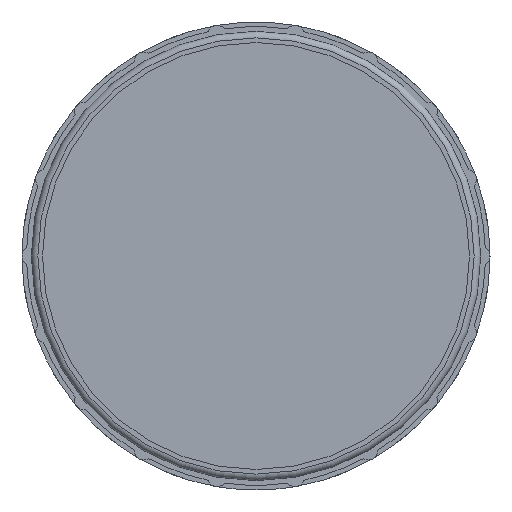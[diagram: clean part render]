
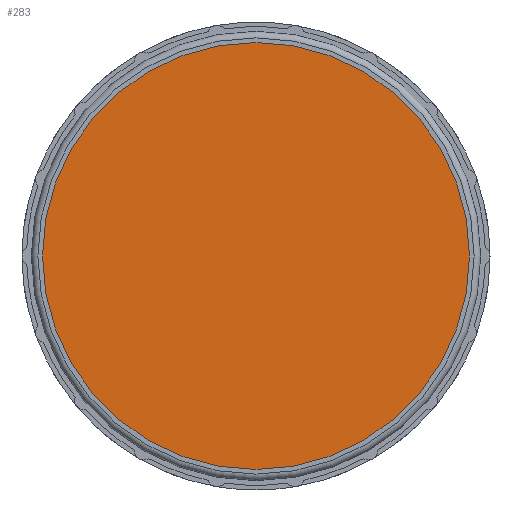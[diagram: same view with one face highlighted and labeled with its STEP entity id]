
A CAD part, left-side view. The second image highlights one B-rep face of the part: STEP entity #283.
In plain terms, the highlighted planar face has unit normal (-1, 0, 0).
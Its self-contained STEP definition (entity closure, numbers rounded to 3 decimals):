
#283 = ADVANCED_FACE( '', ( #605 ), #606, .F. );
#605 = FACE_OUTER_BOUND( '', #954, .T. );
#606 = PLANE( '', #955 );
#954 = EDGE_LOOP( '', ( #1779 ) );
#955 = AXIS2_PLACEMENT_3D( '', #1780, #1781, #1782 );
#1779 = ORIENTED_EDGE( '', *, *, #2060, .F. );
#1780 = CARTESIAN_POINT( '', ( 0., 0., 0. ) );
#1781 = DIRECTION( '', ( 1., 0., 0. ) );
#1782 = DIRECTION( '', ( 0., 0., -1. ) );
#2060 = EDGE_CURVE( '', #2466, #2466, #2467, .T. );
#2466 = VERTEX_POINT( '', #3036 );
#2467 = CIRCLE( '', #3037, 16.42 );
#3036 = CARTESIAN_POINT( '', ( 0., 0., -16.42 ) );
#3037 = AXIS2_PLACEMENT_3D( '', #3738, #3739, #3740 );
#3738 = CARTESIAN_POINT( '', ( 0., 0., 0. ) );
#3739 = DIRECTION( '', ( 1., 0., 0. ) );
#3740 = DIRECTION( '', ( 0., 0., -1. ) );
